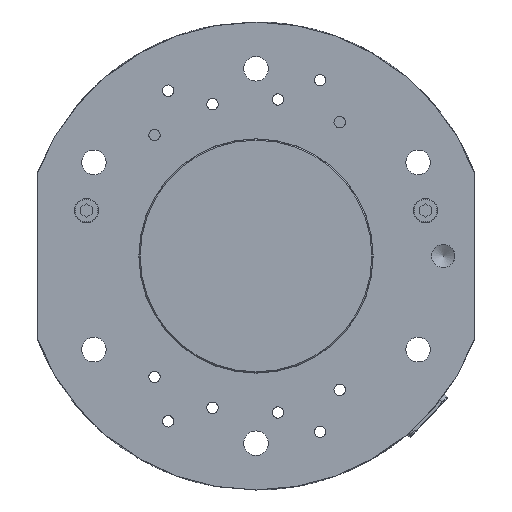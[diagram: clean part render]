
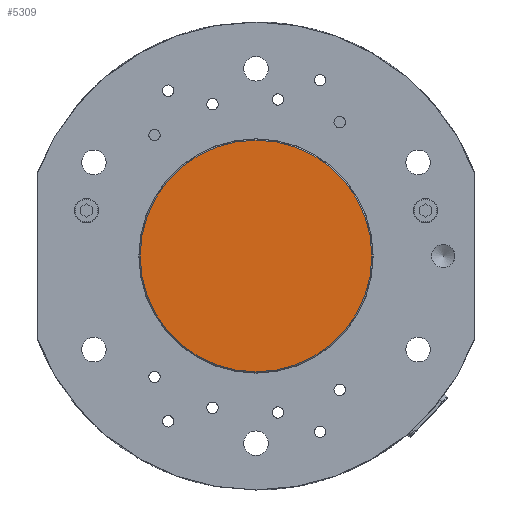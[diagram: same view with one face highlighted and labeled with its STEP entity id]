
A CAD part, front view. The second image highlights one B-rep face of the part: STEP entity #5309.
In plain terms, the highlighted planar face has unit normal (0, -1, 0).
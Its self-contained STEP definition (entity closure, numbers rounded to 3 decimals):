
#666=PLANE('',#5833);
#939=CIRCLE('',#5832,49.5);
#1328=VERTEX_POINT('',#8123);
#2585=EDGE_CURVE('',#1328,#1328,#939,.T.);
#3598=ORIENTED_EDGE('',*,*,#2585,.F.);
#4498=EDGE_LOOP('',(#3598));
#4941=FACE_BOUND('',#4498,.T.);
#5309=ADVANCED_FACE('',(#4941),#666,.F.);
#5832=AXIS2_PLACEMENT_3D('',#8124,#11046,#11047);
#5833=AXIS2_PLACEMENT_3D('',#8125,#11048,$);
#8123=CARTESIAN_POINT('',(0.,0.,49.5));
#8124=CARTESIAN_POINT('',(0.,0.,0.));
#8125=CARTESIAN_POINT('',(0.,0.,0.));
#11046=DIRECTION('',(0.,1.,0.));
#11047=DIRECTION('',(0.,0.,49.5));
#11048=DIRECTION('',(0.,1.,0.));
